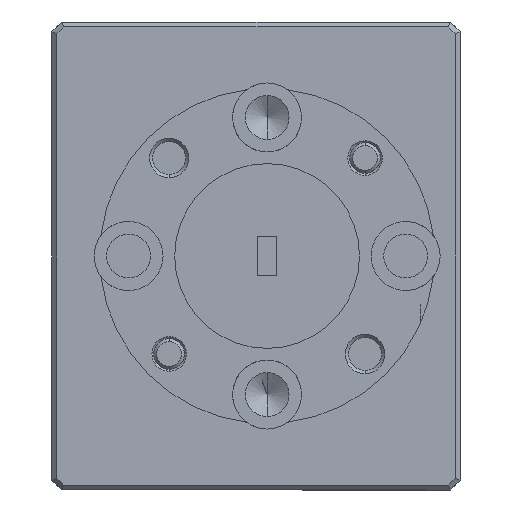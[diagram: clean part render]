
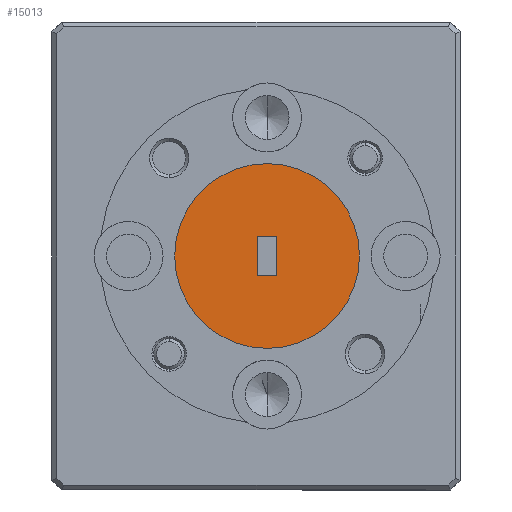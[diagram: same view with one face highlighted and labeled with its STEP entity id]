
A CAD part, left-side view. The second image highlights one B-rep face of the part: STEP entity #15013.
In plain terms, the highlighted planar face has unit normal (-1, 0, 0).
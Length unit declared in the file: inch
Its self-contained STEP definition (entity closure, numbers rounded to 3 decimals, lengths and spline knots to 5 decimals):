
#492 = DIRECTION ( 'NONE',  ( 0., 1., 0. ) ) ;
#1604 = VERTEX_POINT ( 'NONE', #3980 ) ;
#2328 = VERTEX_POINT ( 'NONE', #16780 ) ;
#2729 = DIRECTION ( 'NONE',  ( 1., 0., 0. ) ) ;
#3030 = CARTESIAN_POINT ( 'NONE',  ( -0.1086, 2.03963, 2.76215 ) ) ;
#3905 = CARTESIAN_POINT ( 'NONE',  ( -0.1086, 2.05963, 2.72215 ) ) ;
#3980 = CARTESIAN_POINT ( 'NONE',  ( -0.1086, 2.03963, 2.68215 ) ) ;
#4223 = EDGE_CURVE ( 'NONE', #7112, #2328, #15348, .T. ) ;
#4788 = LINE ( 'NONE', #20729, #10419 ) ;
#4970 = CARTESIAN_POINT ( 'NONE',  ( -0.1086, 2.49663, 3.19715 ) ) ;
#5532 = VECTOR ( 'NONE', #15499, 39.37008 ) ;
#5946 = CARTESIAN_POINT ( 'NONE',  ( -0.1086, 2.03963, 2.76215 ) ) ;
#6451 = CARTESIAN_POINT ( 'NONE',  ( -0.1086, 2.05963, 2.53465 ) ) ;
#7112 = VERTEX_POINT ( 'NONE', #6451 ) ;
#7140 = DIRECTION ( 'NONE',  ( 0., 0., 1. ) ) ;
#7191 = FACE_BOUND ( 'NONE', #11730, .T. ) ;
#7924 = ORIENTED_EDGE ( 'NONE', *, *, #21617, .F. ) ;
#9411 = EDGE_LOOP ( 'NONE', ( #12297, #22392 ) ) ;
#9876 = EDGE_CURVE ( 'NONE', #2328, #7112, #9918, .T. ) ;
#9918 = CIRCLE ( 'NONE', #13728, 0.1875 ) ;
#10419 = VECTOR ( 'NONE', #23254, 39.37008 ) ;
#10465 = VERTEX_POINT ( 'NONE', #5946 ) ;
#11463 = CARTESIAN_POINT ( 'NONE',  ( -0.1086, 2.05963, 2.72215 ) ) ;
#11621 = VERTEX_POINT ( 'NONE', #29049 ) ;
#11730 = EDGE_LOOP ( 'NONE', ( #17591, #18048, #7924, #23631 ) ) ;
#11805 = DIRECTION ( 'NONE',  ( 0., 0., -1. ) ) ;
#12246 = EDGE_CURVE ( 'NONE', #1604, #10465, #26111, .T. ) ;
#12297 = ORIENTED_EDGE ( 'NONE', *, *, #9876, .T. ) ;
#12530 = CARTESIAN_POINT ( 'NONE',  ( -0.1086, 2.03963, 2.72215 ) ) ;
#13728 = AXIS2_PLACEMENT_3D ( 'NONE', #11463, #20576, #7140 ) ;
#14821 = VECTOR ( 'NONE', #492, 39.37008 ) ;
#15013 = ADVANCED_FACE ( 'NONE', ( #27648, #7191 ), #25398, .F. ) ;
#15348 = CIRCLE ( 'NONE', #16300, 0.1875 ) ;
#15372 = EDGE_CURVE ( 'NONE', #11621, #16904, #4788, .T. ) ;
#15499 = DIRECTION ( 'NONE',  ( 0., 1., 0. ) ) ;
#16300 = AXIS2_PLACEMENT_3D ( 'NONE', #3905, #22247, #24332 ) ;
#16780 = CARTESIAN_POINT ( 'NONE',  ( -0.1086, 2.05963, 2.90965 ) ) ;
#16904 = VERTEX_POINT ( 'NONE', #25332 ) ;
#17591 = ORIENTED_EDGE ( 'NONE', *, *, #24224, .T. ) ;
#18048 = ORIENTED_EDGE ( 'NONE', *, *, #15372, .T. ) ;
#18188 = LINE ( 'NONE', #27302, #5532 ) ;
#20576 = DIRECTION ( 'NONE',  ( -1., 0., 0. ) ) ;
#20729 = CARTESIAN_POINT ( 'NONE',  ( -0.1086, 2.07963, 3.19715 ) ) ;
#21617 = EDGE_CURVE ( 'NONE', #10465, #16904, #23453, .T. ) ;
#21631 = DIRECTION ( 'NONE',  ( 0., 0., 1. ) ) ;
#22247 = DIRECTION ( 'NONE',  ( -1., 0., 0. ) ) ;
#22392 = ORIENTED_EDGE ( 'NONE', *, *, #4223, .T. ) ;
#23254 = DIRECTION ( 'NONE',  ( 0., 0., 1. ) ) ;
#23309 = VECTOR ( 'NONE', #21631, 39.37008 ) ;
#23453 = LINE ( 'NONE', #3030, #14821 ) ;
#23631 = ORIENTED_EDGE ( 'NONE', *, *, #12246, .F. ) ;
#24224 = EDGE_CURVE ( 'NONE', #1604, #11621, #18188, .T. ) ;
#24332 = DIRECTION ( 'NONE',  ( 0., 0., 1. ) ) ;
#25030 = AXIS2_PLACEMENT_3D ( 'NONE', #4970, #2729, #11805 ) ;
#25332 = CARTESIAN_POINT ( 'NONE',  ( -0.1086, 2.07963, 2.76215 ) ) ;
#25398 = PLANE ( 'NONE',  #25030 ) ;
#26111 = LINE ( 'NONE', #12530, #23309 ) ;
#27302 = CARTESIAN_POINT ( 'NONE',  ( -0.1086, 2.03963, 2.68215 ) ) ;
#27648 = FACE_OUTER_BOUND ( 'NONE', #9411, .T. ) ;
#29049 = CARTESIAN_POINT ( 'NONE',  ( -0.1086, 2.07963, 2.68215 ) ) ;
